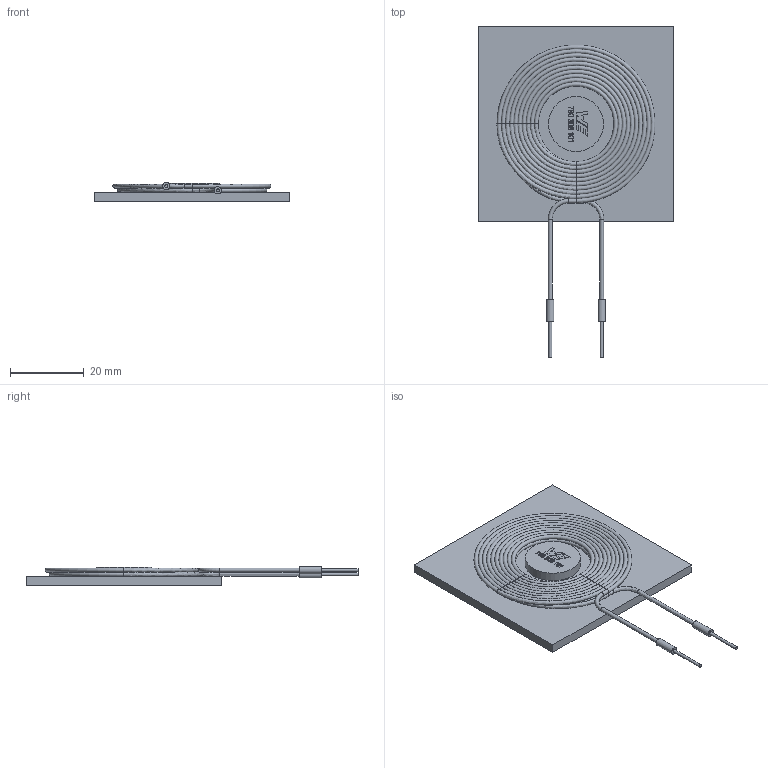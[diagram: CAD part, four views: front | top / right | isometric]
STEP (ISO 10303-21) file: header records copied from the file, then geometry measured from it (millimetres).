
FILE_DESCRIPTION( ( 'Unknown' ), '1' );
FILE_NAME( '760308101_A1.stp', 'Unknown', ( 'Unknown' ), ( 'Unknown' ), 'PSStep 16.0.42', 'Unknown', ' ' );
FILE_SCHEMA( ( 'AUTOMOTIVE_DESIGN { 1 0 10303 214 1 1 1 1 }' ) );
Length unit declared in the file: millimetre
Products named in the file (4): Assem1; turns; Magnet; Ferrite_square
Assembly tree (3 placements, depth 2):
  Assem1
    turns
    Magnet
    Ferrite_square
Bounding box: 53.3 x 90.3 x 5.2 mm (x, y, z)
Volume: 9488 mm3; surface area: 13504.3 mm2
Topology: 3 solids, 3 shells, 152 faces, 363 edges, 231 vertices
Faces by surface type: plane 81, bspline 26, extrusion 22, torus 16, cylinder 7
Full cylindrical faces by diameter (mm): 0.8 x2, 1.12 x2, 2 x2, 15 x1
Entity records: 10620 total; most frequent: CARTESIAN_POINT 6382, ORIENTED_EDGE 568, DIRECTION 463, EDGE_CURVE 284, EDGE_LOOP 243, VERTEX_POINT 232, FACE_OUTER_BOUND 210, AXIS2_PLACEMENT_3D 158
